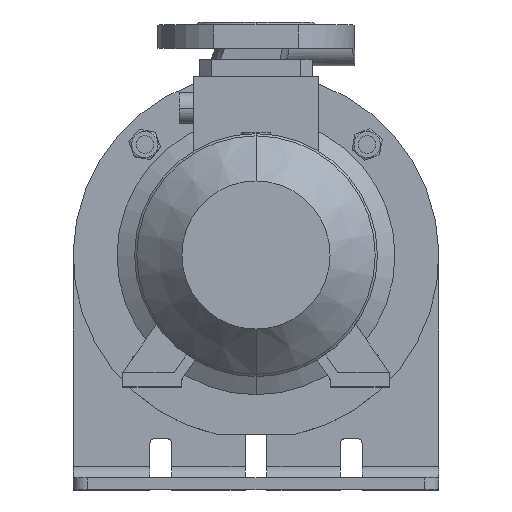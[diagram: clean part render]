
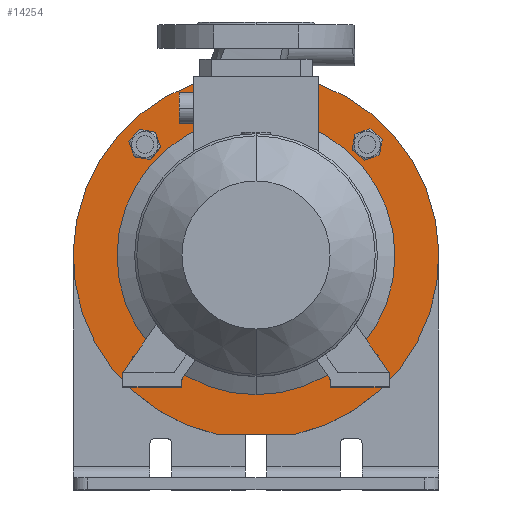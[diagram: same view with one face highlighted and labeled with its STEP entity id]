
A CAD part, top view. The second image highlights one B-rep face of the part: STEP entity #14254.
In plain terms, the highlighted planar face has unit normal (0, 0, 1).
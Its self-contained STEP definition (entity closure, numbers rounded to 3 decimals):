
#484 = EDGE_CURVE ( 'NONE', #10153, #24046, #6836, .T. ) ;
#678 = AXIS2_PLACEMENT_3D ( 'NONE', #33825, #50905, #25174 ) ;
#976 = DIRECTION ( 'NONE',  ( 0., -1., 0. ) ) ;
#1463 = VERTEX_POINT ( 'NONE', #32548 ) ;
#1503 = EDGE_CURVE ( 'NONE', #24046, #10153, #46231, .T. ) ;
#2003 = ORIENTED_EDGE ( 'NONE', *, *, #10222, .T. ) ;
#2446 = AXIS2_PLACEMENT_3D ( 'NONE', #45212, #53969, #6206 ) ;
#2793 = ORIENTED_EDGE ( 'NONE', *, *, #49628, .T. ) ;
#3636 = CIRCLE ( 'NONE', #13498, 9.025 ) ;
#4646 = CARTESIAN_POINT ( 'NONE',  ( 0., 0., 173. ) ) ;
#4826 = DIRECTION ( 'NONE',  ( 0., 1., 0. ) ) ;
#5087 = DIRECTION ( 'NONE',  ( 0., 0., 1. ) ) ;
#5508 = CIRCLE ( 'NONE', #21518, 95. ) ;
#5675 = EDGE_CURVE ( 'NONE', #55513, #11643, #7922, .T. ) ;
#6206 = DIRECTION ( 'NONE',  ( 0., -1., 0. ) ) ;
#6364 = FACE_OUTER_BOUND ( 'NONE', #28355, .T. ) ;
#6469 = DIRECTION ( 'NONE',  ( 0., 0., -1. ) ) ;
#6548 = DIRECTION ( 'NONE',  ( 0., -1., 0. ) ) ;
#6831 = CARTESIAN_POINT ( 'NONE',  ( 0., 0., 173. ) ) ;
#6836 = CIRCLE ( 'NONE', #54184, 9.025 ) ;
#6928 = CARTESIAN_POINT ( 'NONE',  ( 84.902, -77.581, 173. ) ) ;
#7061 = CARTESIAN_POINT ( 'NONE',  ( -125., -122., 173. ) ) ;
#7206 = DIRECTION ( 'NONE',  ( 0., 1., 0. ) ) ;
#7922 = CIRCLE ( 'NONE', #42191, 125. ) ;
#8478 = DIRECTION ( 'NONE',  ( 0., 0., -1. ) ) ;
#8838 = VERTEX_POINT ( 'NONE', #12218 ) ;
#8876 = CARTESIAN_POINT ( 'NONE',  ( 0., 0., 173. ) ) ;
#10014 = VERTEX_POINT ( 'NONE', #36647 ) ;
#10153 = VERTEX_POINT ( 'NONE', #6928 ) ;
#10222 = EDGE_CURVE ( 'NONE', #8838, #28111, #3636, .T. ) ;
#11643 = VERTEX_POINT ( 'NONE', #50989 ) ;
#12059 = EDGE_LOOP ( 'NONE', ( #40344, #2003 ) ) ;
#12218 = CARTESIAN_POINT ( 'NONE',  ( -77.581, -84.902, 173. ) ) ;
#12270 = DIRECTION ( 'NONE',  ( 0., 0., -1. ) ) ;
#12334 = EDGE_LOOP ( 'NONE', ( #24903, #20202 ) ) ;
#13498 = AXIS2_PLACEMENT_3D ( 'NONE', #28226, #32664, #6548 ) ;
#13687 = DIRECTION ( 'NONE',  ( 0., 0., -1. ) ) ;
#13921 = AXIS2_PLACEMENT_3D ( 'NONE', #21059, #25453, #29847 ) ;
#14105 = VERTEX_POINT ( 'NONE', #53986 ) ;
#14254 = ADVANCED_FACE ( 'NONE', ( #43882, #29458, #52673, #46542, #6364, #55414 ), #42168, .T. ) ;
#15084 = CIRCLE ( 'NONE', #2446, 9.025 ) ;
#18356 = EDGE_LOOP ( 'NONE', ( #43294, #43621 ) ) ;
#19063 = ORIENTED_EDGE ( 'NONE', *, *, #22190, .T. ) ;
#20148 = ORIENTED_EDGE ( 'NONE', *, *, #25701, .F. ) ;
#20202 = ORIENTED_EDGE ( 'NONE', *, *, #33035, .T. ) ;
#21054 = AXIS2_PLACEMENT_3D ( 'NONE', #44266, #5087, #22533 ) ;
#21059 = CARTESIAN_POINT ( 'NONE',  ( -76.014, 76.014, 173. ) ) ;
#21518 = AXIS2_PLACEMENT_3D ( 'NONE', #6831, #6469, #24138 ) ;
#22135 = EDGE_CURVE ( 'NONE', #14105, #10014, #38633, .T. ) ;
#22190 = EDGE_CURVE ( 'NONE', #1463, #35057, #25639, .T. ) ;
#22533 = DIRECTION ( 'NONE',  ( 0., -1., 0. ) ) ;
#22571 = VERTEX_POINT ( 'NONE', #24885 ) ;
#23002 = AXIS2_PLACEMENT_3D ( 'NONE', #4646, #13687, #4826 ) ;
#23788 = ORIENTED_EDGE ( 'NONE', *, *, #22135, .F. ) ;
#24046 = VERTEX_POINT ( 'NONE', #24544 ) ;
#24138 = DIRECTION ( 'NONE',  ( 0., 1., 0. ) ) ;
#24511 = DIRECTION ( 'NONE',  ( 0., 0., -1. ) ) ;
#24544 = CARTESIAN_POINT ( 'NONE',  ( 67.126, -74.447, 173. ) ) ;
#24705 = CARTESIAN_POINT ( 'NONE',  ( 0., 0., 173. ) ) ;
#24885 = CARTESIAN_POINT ( 'NONE',  ( -84.902, 77.581, 173. ) ) ;
#24903 = ORIENTED_EDGE ( 'NONE', *, *, #55198, .T. ) ;
#25174 = DIRECTION ( 'NONE',  ( 0., -1., 0. ) ) ;
#25413 = CIRCLE ( 'NONE', #26954, 125. ) ;
#25453 = DIRECTION ( 'NONE',  ( 0., 0., -1. ) ) ;
#25639 = CIRCLE ( 'NONE', #23002, 95. ) ;
#25701 = EDGE_CURVE ( 'NONE', #10014, #14105, #30670, .T. ) ;
#25949 = VERTEX_POINT ( 'NONE', #45934 ) ;
#26272 = CARTESIAN_POINT ( 'NONE',  ( 76.014, 76.014, 173. ) ) ;
#26830 = CARTESIAN_POINT ( 'NONE',  ( -27.221, -122., 173. ) ) ;
#26954 = AXIS2_PLACEMENT_3D ( 'NONE', #24705, #24511, #7206 ) ;
#27008 = DIRECTION ( 'NONE',  ( 0., 0., 1. ) ) ;
#27920 = EDGE_LOOP ( 'NONE', ( #48164, #19063 ) ) ;
#28111 = VERTEX_POINT ( 'NONE', #30109 ) ;
#28226 = CARTESIAN_POINT ( 'NONE',  ( -76.014, -76.014, 173. ) ) ;
#28355 = EDGE_LOOP ( 'NONE', ( #2793, #49047, #30004 ) ) ;
#29458 = FACE_BOUND ( 'NONE', #12059, .T. ) ;
#29847 = DIRECTION ( 'NONE',  ( 0., -1., 0. ) ) ;
#30004 = ORIENTED_EDGE ( 'NONE', *, *, #42565, .F. ) ;
#30109 = CARTESIAN_POINT ( 'NONE',  ( -74.447, -67.126, 173. ) ) ;
#30126 = LINE ( 'NONE', #7061, #32194 ) ;
#30670 = CIRCLE ( 'NONE', #21054, 9.025 ) ;
#32194 = VECTOR ( 'NONE', #46655, 1000. ) ;
#32548 = CARTESIAN_POINT ( 'NONE',  ( 0., -95., 173. ) ) ;
#32664 = DIRECTION ( 'NONE',  ( 0., 0., -1. ) ) ;
#33035 = EDGE_CURVE ( 'NONE', #22571, #25949, #46949, .T. ) ;
#33825 = CARTESIAN_POINT ( 'NONE',  ( 0., 125., 173. ) ) ;
#35057 = VERTEX_POINT ( 'NONE', #49161 ) ;
#36647 = CARTESIAN_POINT ( 'NONE',  ( 77.581, 84.902, 173. ) ) ;
#37357 = VERTEX_POINT ( 'NONE', #26830 ) ;
#37358 = CARTESIAN_POINT ( 'NONE',  ( -76.014, -76.014, 173. ) ) ;
#38413 = DIRECTION ( 'NONE',  ( 0., -1., 0. ) ) ;
#38633 = CIRCLE ( 'NONE', #49644, 9.025 ) ;
#39193 = DIRECTION ( 'NONE',  ( 0., 0., -1. ) ) ;
#39384 = DIRECTION ( 'NONE',  ( 0., 1., 0. ) ) ;
#40344 = ORIENTED_EDGE ( 'NONE', *, *, #55603, .T. ) ;
#41177 = CARTESIAN_POINT ( 'NONE',  ( 0., 125., 173. ) ) ;
#42168 = PLANE ( 'NONE',  #678 ) ;
#42191 = AXIS2_PLACEMENT_3D ( 'NONE', #8876, #39193, #39384 ) ;
#42280 = CIRCLE ( 'NONE', #44793, 9.025 ) ;
#42446 = EDGE_LOOP ( 'NONE', ( #23788, #20148 ) ) ;
#42565 = EDGE_CURVE ( 'NONE', #37357, #55513, #25413, .T. ) ;
#43294 = ORIENTED_EDGE ( 'NONE', *, *, #1503, .T. ) ;
#43352 = AXIS2_PLACEMENT_3D ( 'NONE', #51313, #12270, #38413 ) ;
#43587 = EDGE_CURVE ( 'NONE', #35057, #1463, #5508, .T. ) ;
#43621 = ORIENTED_EDGE ( 'NONE', *, *, #484, .T. ) ;
#43882 = FACE_BOUND ( 'NONE', #18356, .T. ) ;
#44266 = CARTESIAN_POINT ( 'NONE',  ( 76.014, 76.014, 173. ) ) ;
#44793 = AXIS2_PLACEMENT_3D ( 'NONE', #37358, #45358, #45545 ) ;
#45212 = CARTESIAN_POINT ( 'NONE',  ( -76.014, 76.014, 173. ) ) ;
#45358 = DIRECTION ( 'NONE',  ( 0., 0., -1. ) ) ;
#45545 = DIRECTION ( 'NONE',  ( 0., -1., 0. ) ) ;
#45934 = CARTESIAN_POINT ( 'NONE',  ( -67.126, 74.447, 173. ) ) ;
#46231 = CIRCLE ( 'NONE', #43352, 9.025 ) ;
#46542 = FACE_BOUND ( 'NONE', #42446, .T. ) ;
#46655 = DIRECTION ( 'NONE',  ( 1., 0., 0. ) ) ;
#46949 = CIRCLE ( 'NONE', #13921, 9.025 ) ;
#48164 = ORIENTED_EDGE ( 'NONE', *, *, #43587, .T. ) ;
#49047 = ORIENTED_EDGE ( 'NONE', *, *, #5675, .F. ) ;
#49161 = CARTESIAN_POINT ( 'NONE',  ( 0., 95., 173. ) ) ;
#49628 = EDGE_CURVE ( 'NONE', #37357, #11643, #30126, .T. ) ;
#49644 = AXIS2_PLACEMENT_3D ( 'NONE', #26272, #27008, #976 ) ;
#50578 = CARTESIAN_POINT ( 'NONE',  ( 76.014, -76.014, 173. ) ) ;
#50905 = DIRECTION ( 'NONE',  ( 0., 0., 1. ) ) ;
#50989 = CARTESIAN_POINT ( 'NONE',  ( 27.221, -122., 173. ) ) ;
#51313 = CARTESIAN_POINT ( 'NONE',  ( 76.014, -76.014, 173. ) ) ;
#52673 = FACE_BOUND ( 'NONE', #12334, .T. ) ;
#53969 = DIRECTION ( 'NONE',  ( 0., 0., -1. ) ) ;
#53986 = CARTESIAN_POINT ( 'NONE',  ( 74.447, 67.126, 173. ) ) ;
#54184 = AXIS2_PLACEMENT_3D ( 'NONE', #50578, #8478, #56502 ) ;
#55198 = EDGE_CURVE ( 'NONE', #25949, #22571, #15084, .T. ) ;
#55414 = FACE_BOUND ( 'NONE', #27920, .T. ) ;
#55513 = VERTEX_POINT ( 'NONE', #41177 ) ;
#55603 = EDGE_CURVE ( 'NONE', #28111, #8838, #42280, .T. ) ;
#56502 = DIRECTION ( 'NONE',  ( 0., -1., 0. ) ) ;
